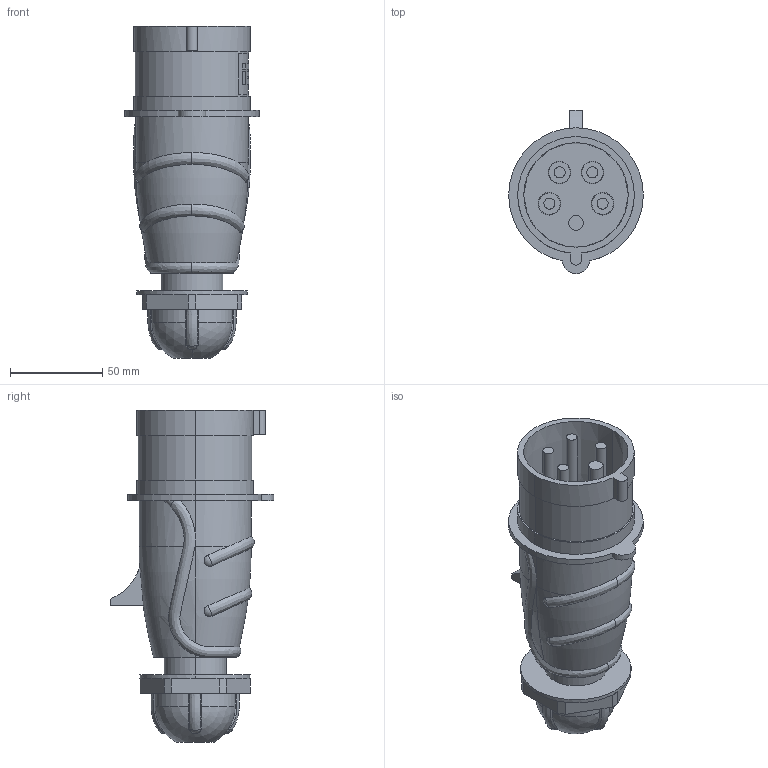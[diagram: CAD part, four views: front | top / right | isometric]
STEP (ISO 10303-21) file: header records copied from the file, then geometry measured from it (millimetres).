
FILE_DESCRIPTION (( 'STEP AP214' ), '1' );
FILE_NAME ('PSN02-032-5 MAGNUM Âèëêà ïåðåíîñ. ÑÑÈ-025 32À-6÷ 380Â 3P+PE+N IP44 IEK.STEP', '2025-07-22T10:31:43', ( '' ), ( '' ), 'SwSTEP 2.0', 'SolidWorks 2022', '' );
FILE_SCHEMA (( 'AUTOMOTIVE_DESIGN' ));
Length unit declared in the file: millimetre
Products named in the file (1): PSN02-032-5 MAGNUM Вилка перенос. ССИ-025 32А-6ч 380В 3P+PE+N IP44 IEK
Bounding box: 73 x 88.57 x 179.99 mm (x, y, z)
Volume: 179908.1 mm3; surface area: 81854.9 mm2
Topology: 11 solids, 13 shells, 634 faces, 1601 edges, 1047 vertices
Faces by surface type: plane 356, cylinder 171, bspline 51, cone 36, torus 10, sphere 10
Entity records: 34480 total; most frequent: CARTESIAN_POINT 19355, ORIENTED_EDGE 3182, DIRECTION 2939, EDGE_CURVE 1591, VERTEX_POINT 1047, AXIS2_PLACEMENT_3D 1018, VECTOR 903, LINE 903
